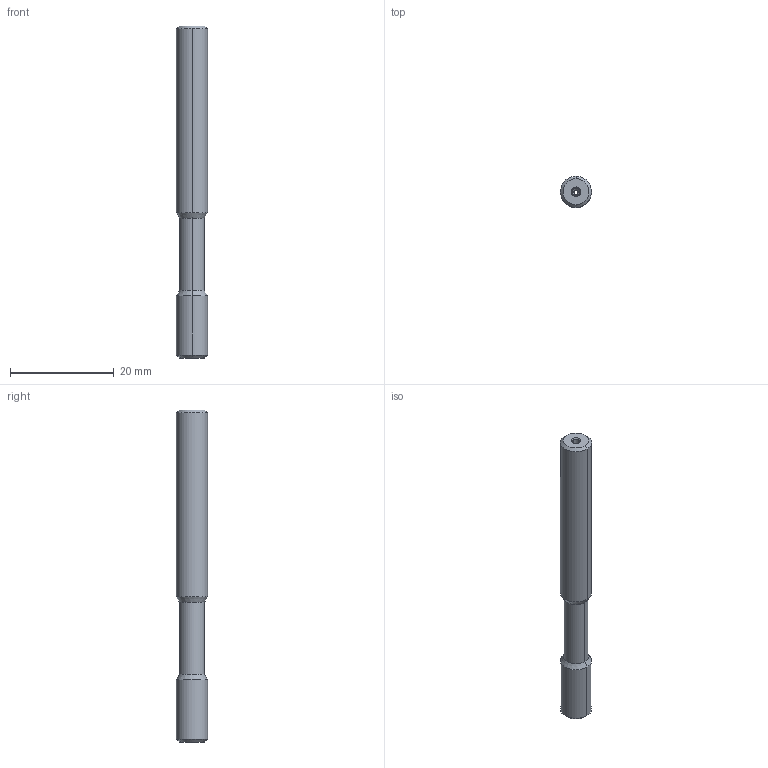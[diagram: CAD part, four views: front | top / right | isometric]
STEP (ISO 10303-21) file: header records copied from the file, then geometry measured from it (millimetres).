
FILE_DESCRIPTION((''),'2;1');
FILE_NAME('DEX','2022-11-14T14:44:32',('woessnerp'),(''),'CREO PARAMETRIC BY PTC INC, 2021184','CREO PARAMETRIC BY PTC INC, 2021184','');
FILE_SCHEMA(('AP242_MANAGED_MODEL_BASED_3D_ENGINEERING_MIM_LF { 1 0 10303 442 1 1 4 }'));
Length unit declared in the file: millimetre
Products named in the file (1): DEX
Bounding box: 6 x 6 x 64 mm (x, y, z)
Volume: 1542.1 mm3; surface area: 1490 mm2
Topology: 1 solids, 1 shells, 33 faces, 68 edges, 39 vertices
Faces by surface type: cone 14, cylinder 12, torus 4, plane 3
Entity records: 1258 total; most frequent: DIRECTION 188, CARTESIAN_POINT 146, ORIENTED_EDGE 132, AXIS2_PLACEMENT_3D 80, PRESENTATION_STYLE_ASSIGNMENT 76, STYLED_ITEM 72, CURVE_STYLE 71, EDGE_CURVE 66
